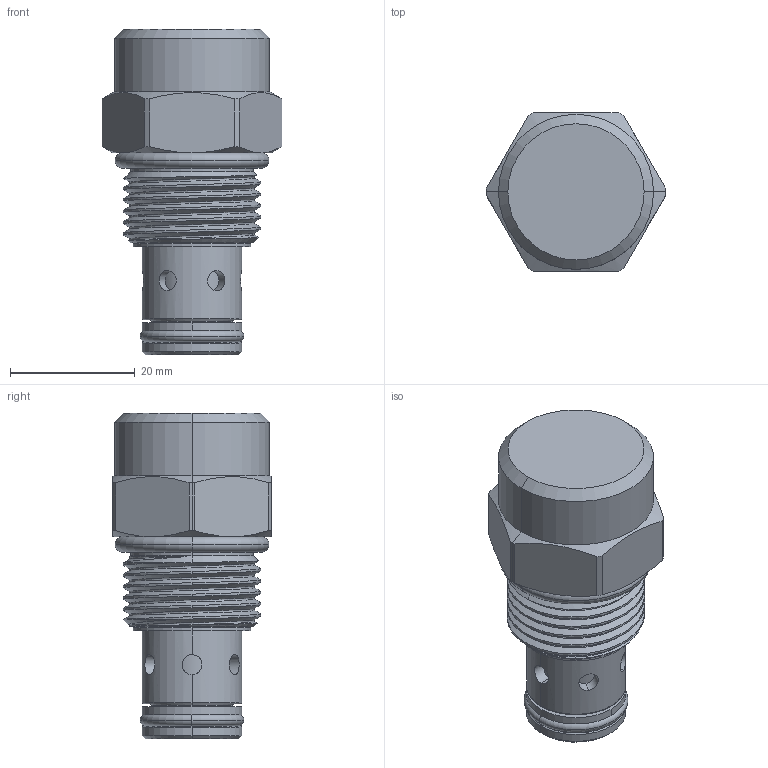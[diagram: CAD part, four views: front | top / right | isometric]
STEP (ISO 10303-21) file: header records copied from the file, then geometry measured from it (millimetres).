
FILE_DESCRIPTION (( 'STEP AP203' ), '1' );
FILE_NAME ('FR10W20-N.STEP', '2016-05-24T01:56:42', ( '' ), ( '' ), 'SwSTEP 2.0', 'SolidWorks 2012', '' );
FILE_SCHEMA (( 'CONFIG_CONTROL_DESIGN' ));
Length unit declared in the file: millimetre
Products named in the file (1): FR10W20-N
Bounding box: 28.8 x 25.4 x 52.15 mm (x, y, z)
Volume: 18744.6 mm3; surface area: 6089.6 mm2
Topology: 3 solids, 3 shells, 116 faces, 260 edges, 159 vertices
Faces by surface type: cylinder 57, cone 21, torus 18, plane 17, bspline 3
Entity records: 5827 total; most frequent: CARTESIAN_POINT 3259, DIRECTION 523, ORIENTED_EDGE 520, EDGE_CURVE 260, AXIS2_PLACEMENT_3D 225, VERTEX_POINT 159, EDGE_LOOP 129, ADVANCED_FACE 116
